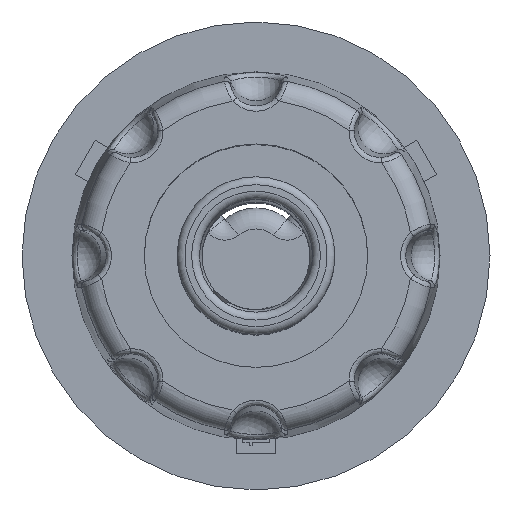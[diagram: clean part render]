
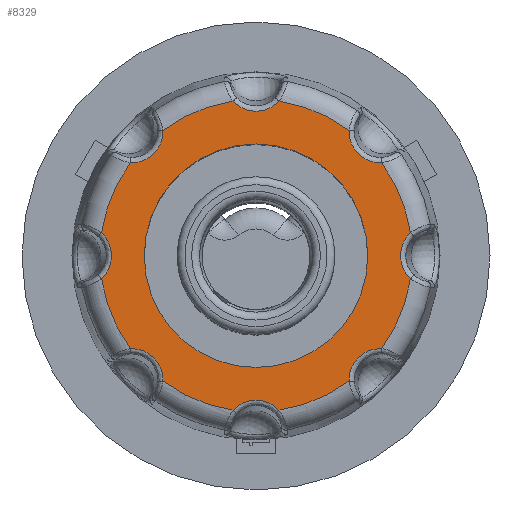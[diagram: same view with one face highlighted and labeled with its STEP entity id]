
A CAD part, top view. The second image highlights one B-rep face of the part: STEP entity #8329.
In plain terms, the highlighted planar face has unit normal (0, 0, 1).
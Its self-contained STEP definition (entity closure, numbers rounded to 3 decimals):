
#179=PLANE('',#8766);
#398=FACE_BOUND('',#1270,.T.);
#825=FACE_OUTER_BOUND('',#1269,.T.);
#1269=EDGE_LOOP('',(#7381,#7382,#7383,#7384,#7385,#7386,#7387,#7388,#7389,
#7390,#7391,#7392,#7393,#7394,#7395,#7396));
#1270=EDGE_LOOP('',(#7397));
#1280=ELLIPSE('',#8654,1.203,1.2);
#1282=ELLIPSE('',#8675,1.203,1.2);
#1284=ELLIPSE('',#8687,1.203,1.2);
#1286=ELLIPSE('',#8699,1.203,1.2);
#1288=ELLIPSE('',#8711,1.203,1.2);
#1290=ELLIPSE('',#8723,1.203,1.2);
#1292=ELLIPSE('',#8735,1.203,1.2);
#1294=ELLIPSE('',#8754,1.203,1.2);
#1965=CIRCLE('',#8671,5.939);
#1973=CIRCLE('',#8683,5.939);
#1981=CIRCLE('',#8695,5.939);
#1989=CIRCLE('',#8707,5.939);
#1997=CIRCLE('',#8719,5.939);
#2005=CIRCLE('',#8731,5.939);
#2013=CIRCLE('',#8743,5.939);
#2022=CIRCLE('',#8765,4.25);
#2023=CIRCLE('',#8767,5.939);
#3655=VERTEX_POINT('',#21970);
#3659=VERTEX_POINT('',#22013);
#3695=VERTEX_POINT('',#22366);
#3697=VERTEX_POINT('',#22405);
#3703=VERTEX_POINT('',#22603);
#3705=VERTEX_POINT('',#22647);
#3711=VERTEX_POINT('',#22847);
#3713=VERTEX_POINT('',#22886);
#3719=VERTEX_POINT('',#23084);
#3721=VERTEX_POINT('',#23128);
#3727=VERTEX_POINT('',#23328);
#3729=VERTEX_POINT('',#23367);
#3735=VERTEX_POINT('',#23565);
#3737=VERTEX_POINT('',#23604);
#3743=VERTEX_POINT('',#23802);
#3745=VERTEX_POINT('',#23848);
#3752=VERTEX_POINT('',#24050);
#4805=EDGE_CURVE('',#3659,#3655,#1280,.T.);
#4850=EDGE_CURVE('',#3655,#3695,#1965,.T.);
#4857=EDGE_CURVE('',#3695,#3697,#1282,.T.);
#4867=EDGE_CURVE('',#3697,#3703,#1973,.T.);
#4874=EDGE_CURVE('',#3703,#3705,#1284,.T.);
#4884=EDGE_CURVE('',#3705,#3711,#1981,.T.);
#4891=EDGE_CURVE('',#3711,#3713,#1286,.T.);
#4901=EDGE_CURVE('',#3713,#3719,#1989,.T.);
#4908=EDGE_CURVE('',#3719,#3721,#1288,.T.);
#4918=EDGE_CURVE('',#3721,#3727,#1997,.T.);
#4925=EDGE_CURVE('',#3727,#3729,#1290,.T.);
#4935=EDGE_CURVE('',#3729,#3735,#2005,.T.);
#4942=EDGE_CURVE('',#3735,#3737,#1292,.T.);
#4952=EDGE_CURVE('',#3737,#3743,#2013,.T.);
#4959=EDGE_CURVE('',#3743,#3745,#1294,.T.);
#4971=EDGE_CURVE('',#3752,#3752,#2022,.T.);
#4972=EDGE_CURVE('',#3745,#3659,#2023,.T.);
#7381=ORIENTED_EDGE('',*,*,#4805,.F.);
#7382=ORIENTED_EDGE('',*,*,#4972,.F.);
#7383=ORIENTED_EDGE('',*,*,#4959,.F.);
#7384=ORIENTED_EDGE('',*,*,#4952,.F.);
#7385=ORIENTED_EDGE('',*,*,#4942,.F.);
#7386=ORIENTED_EDGE('',*,*,#4935,.F.);
#7387=ORIENTED_EDGE('',*,*,#4925,.F.);
#7388=ORIENTED_EDGE('',*,*,#4918,.F.);
#7389=ORIENTED_EDGE('',*,*,#4908,.F.);
#7390=ORIENTED_EDGE('',*,*,#4901,.F.);
#7391=ORIENTED_EDGE('',*,*,#4891,.F.);
#7392=ORIENTED_EDGE('',*,*,#4884,.F.);
#7393=ORIENTED_EDGE('',*,*,#4874,.F.);
#7394=ORIENTED_EDGE('',*,*,#4867,.F.);
#7395=ORIENTED_EDGE('',*,*,#4857,.F.);
#7396=ORIENTED_EDGE('',*,*,#4850,.F.);
#7397=ORIENTED_EDGE('',*,*,#4971,.T.);
#8329=ADVANCED_FACE('',(#825,#398),#179,.T.);
#8654=AXIS2_PLACEMENT_3D('',#22015,#9842,#9843);
#8671=AXIS2_PLACEMENT_3D('',#22367,#9877,#9878);
#8675=AXIS2_PLACEMENT_3D('',#22448,#9885,#9886);
#8683=AXIS2_PLACEMENT_3D('',#22604,#9901,#9902);
#8687=AXIS2_PLACEMENT_3D('',#22692,#9909,#9910);
#8695=AXIS2_PLACEMENT_3D('',#22848,#9925,#9926);
#8699=AXIS2_PLACEMENT_3D('',#22929,#9933,#9934);
#8707=AXIS2_PLACEMENT_3D('',#23085,#9949,#9950);
#8711=AXIS2_PLACEMENT_3D('',#23173,#9957,#9958);
#8719=AXIS2_PLACEMENT_3D('',#23329,#9973,#9974);
#8723=AXIS2_PLACEMENT_3D('',#23410,#9981,#9982);
#8731=AXIS2_PLACEMENT_3D('',#23566,#9997,#9998);
#8735=AXIS2_PLACEMENT_3D('',#23647,#10005,#10006);
#8743=AXIS2_PLACEMENT_3D('',#23803,#10021,#10022);
#8754=AXIS2_PLACEMENT_3D('',#23891,#10043,#10044);
#8765=AXIS2_PLACEMENT_3D('',#24052,#10066,#10067);
#8766=AXIS2_PLACEMENT_3D('',#24053,#10068,#10069);
#8767=AXIS2_PLACEMENT_3D('',#24054,#10070,#10071);
#9842=DIRECTION('center_axis',(0.,0.,1.));
#9843=DIRECTION('ref_axis',(0.707,-0.707,0.));
#9877=DIRECTION('center_axis',(0.,0.,-1.));
#9878=DIRECTION('ref_axis',(0.,-1.,0.));
#9885=DIRECTION('center_axis',(0.,0.,1.));
#9886=DIRECTION('ref_axis',(0.,-1.,0.));
#9901=DIRECTION('center_axis',(0.,0.,-1.));
#9902=DIRECTION('ref_axis',(0.,-1.,0.));
#9909=DIRECTION('center_axis',(0.,0.,1.));
#9910=DIRECTION('ref_axis',(-0.707,-0.707,0.));
#9925=DIRECTION('center_axis',(0.,0.,-1.));
#9926=DIRECTION('ref_axis',(0.,-1.,0.));
#9933=DIRECTION('center_axis',(0.,0.,1.));
#9934=DIRECTION('ref_axis',(-1.,0.,0.));
#9949=DIRECTION('center_axis',(0.,0.,-1.));
#9950=DIRECTION('ref_axis',(0.,-1.,0.));
#9957=DIRECTION('center_axis',(0.,0.,1.));
#9958=DIRECTION('ref_axis',(-0.707,0.707,0.));
#9973=DIRECTION('center_axis',(0.,0.,-1.));
#9974=DIRECTION('ref_axis',(0.,-1.,0.));
#9981=DIRECTION('center_axis',(0.,0.,1.));
#9982=DIRECTION('ref_axis',(0.,1.,0.));
#9997=DIRECTION('center_axis',(0.,0.,-1.));
#9998=DIRECTION('ref_axis',(0.,-1.,0.));
#10005=DIRECTION('center_axis',(0.,0.,1.));
#10006=DIRECTION('ref_axis',(0.707,0.707,0.));
#10021=DIRECTION('center_axis',(0.,0.,-1.));
#10022=DIRECTION('ref_axis',(0.,-1.,0.));
#10043=DIRECTION('center_axis',(0.,0.,1.));
#10044=DIRECTION('ref_axis',(1.,0.,0.));
#10066=DIRECTION('center_axis',(0.,0.,-1.));
#10067=DIRECTION('ref_axis',(0.,-1.,0.));
#10068=DIRECTION('center_axis',(0.,0.,1.));
#10069=DIRECTION('ref_axis',(-1.,0.,0.));
#10070=DIRECTION('center_axis',(0.,0.,-1.));
#10071=DIRECTION('ref_axis',(0.,-1.,0.));
#21970=CARTESIAN_POINT('',(-3.536,4.772,6.6));
#22013=CARTESIAN_POINT('',(-4.772,3.536,6.6));
#22015=CARTESIAN_POINT('Origin',(-4.737,4.737,6.6));
#22366=CARTESIAN_POINT('',(-0.874,5.875,6.6));
#22367=CARTESIAN_POINT('Origin',(0.,0.,6.6));
#22405=CARTESIAN_POINT('',(0.874,5.875,6.6));
#22448=CARTESIAN_POINT('Origin',(0.,6.699,
6.6));
#22603=CARTESIAN_POINT('',(3.536,4.772,6.6));
#22604=CARTESIAN_POINT('Origin',(0.,0.,6.6));
#22647=CARTESIAN_POINT('',(4.772,3.536,6.6));
#22692=CARTESIAN_POINT('Origin',(4.737,4.737,6.6));
#22847=CARTESIAN_POINT('',(5.875,0.874,6.6));
#22848=CARTESIAN_POINT('Origin',(0.,0.,6.6));
#22886=CARTESIAN_POINT('',(5.875,-0.874,6.6));
#22929=CARTESIAN_POINT('Origin',(6.699,0.,6.6));
#23084=CARTESIAN_POINT('',(4.772,-3.536,6.6));
#23085=CARTESIAN_POINT('Origin',(0.,0.,6.6));
#23128=CARTESIAN_POINT('',(3.536,-4.772,6.6));
#23173=CARTESIAN_POINT('Origin',(4.737,-4.737,6.6));
#23328=CARTESIAN_POINT('',(0.874,-5.875,6.6));
#23329=CARTESIAN_POINT('Origin',(0.,0.,6.6));
#23367=CARTESIAN_POINT('',(-0.874,-5.875,6.6));
#23410=CARTESIAN_POINT('Origin',(0.,-6.699,
6.6));
#23565=CARTESIAN_POINT('',(-3.536,-4.772,6.6));
#23566=CARTESIAN_POINT('Origin',(0.,0.,6.6));
#23604=CARTESIAN_POINT('',(-4.772,-3.536,6.6));
#23647=CARTESIAN_POINT('Origin',(-4.737,-4.737,6.6));
#23802=CARTESIAN_POINT('',(-5.875,-0.874,6.6));
#23803=CARTESIAN_POINT('Origin',(0.,0.,6.6));
#23848=CARTESIAN_POINT('',(-5.875,0.874,6.6));
#23891=CARTESIAN_POINT('Origin',(-6.699,0.,
6.6));
#24050=CARTESIAN_POINT('',(0.,4.25,6.6));
#24052=CARTESIAN_POINT('Origin',(0.,0.,6.6));
#24053=CARTESIAN_POINT('Origin',(0.,-5.095,6.6));
#24054=CARTESIAN_POINT('Origin',(0.,0.,6.6));
